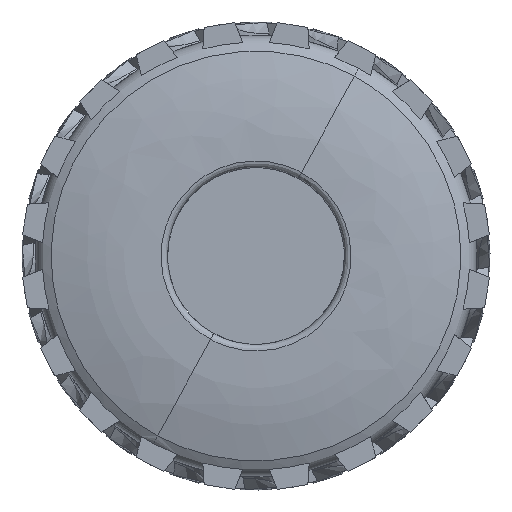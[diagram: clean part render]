
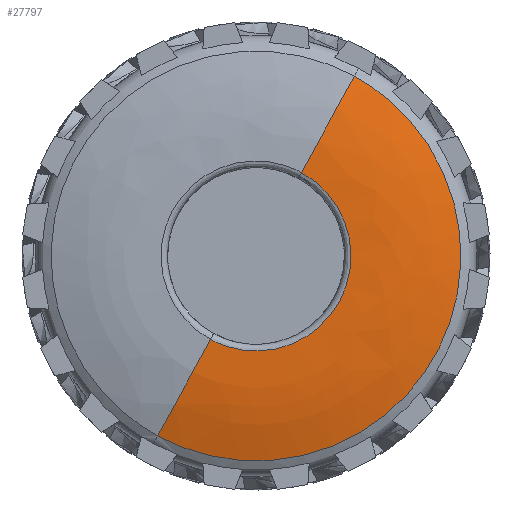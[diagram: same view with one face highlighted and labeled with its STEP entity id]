
A CAD part, front view. The second image highlights one B-rep face of the part: STEP entity #27797.
In plain terms, the highlighted free-form (B-spline) face has degree [2, 4] with [5, 5] control points.
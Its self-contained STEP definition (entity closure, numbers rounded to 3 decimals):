
#281 = VERTEX_POINT('',#282);
#282 = CARTESIAN_POINT('',(25.261,-29.684,
    46.24));
#288 = EDGE_CURVE('',#289,#281,#291,.T.);
#289 = VERTEX_POINT('',#290);
#290 = CARTESIAN_POINT('',(-25.261,-29.684,
    -46.24));
#291 = ( BOUNDED_CURVE() B_SPLINE_CURVE(2,(#292,#293,#294,#295,#296),
.UNSPECIFIED.,.F.,.F.) B_SPLINE_CURVE_WITH_KNOTS((3,2,3),(5.783
,7.354,8.925),.PIECEWISE_BEZIER_KNOTS.) CURVE() 
GEOMETRIC_REPRESENTATION_ITEM() RATIONAL_B_SPLINE_CURVE((1.,
0.707,1.,0.707,1.)) REPRESENTATION_ITEM('') );
#292 = CARTESIAN_POINT('',(-25.261,-29.684,
    -46.24));
#293 = CARTESIAN_POINT('',(20.979,-29.684,
    -71.501));
#294 = CARTESIAN_POINT('',(46.24,-29.684,
    -25.261));
#295 = CARTESIAN_POINT('',(71.501,-29.684,
    20.979));
#296 = CARTESIAN_POINT('',(25.261,-29.684,
    46.24));
#27797 = ADVANCED_FACE('',(#27798),#27835,.F.);
#27798 = FACE_BOUND('',#27799,.F.);
#27799 = EDGE_LOOP('',(#27800,#27808,#27809,#27817));
#27800 = ORIENTED_EDGE('',*,*,#27801,.F.);
#27801 = EDGE_CURVE('',#281,#27802,#27804,.T.);
#27802 = VERTEX_POINT('',#27803);
#27803 = CARTESIAN_POINT('',(11.713,-33.435,
    21.441));
#27804 = ( BOUNDED_CURVE() B_SPLINE_CURVE(2,(#27805,#27806,#27807),
.UNSPECIFIED.,.F.,.F.) B_SPLINE_CURVE_WITH_KNOTS((3,3),(1.281,
1.596),.PIECEWISE_BEZIER_KNOTS.) CURVE() 
GEOMETRIC_REPRESENTATION_ITEM() RATIONAL_B_SPLINE_CURVE((1.,
0.988,1.)) REPRESENTATION_ITEM('') );
#27805 = CARTESIAN_POINT('',(25.261,-29.684,
    46.24));
#27806 = CARTESIAN_POINT('',(18.63,-33.806,
    34.102));
#27807 = CARTESIAN_POINT('',(11.713,-33.435,
    21.441));
#27808 = ORIENTED_EDGE('',*,*,#288,.F.);
#27809 = ORIENTED_EDGE('',*,*,#27810,.T.);
#27810 = EDGE_CURVE('',#289,#27811,#27813,.T.);
#27811 = VERTEX_POINT('',#27812);
#27812 = CARTESIAN_POINT('',(-11.713,-33.435,
    -21.441));
#27813 = ( BOUNDED_CURVE() B_SPLINE_CURVE(2,(#27814,#27815,#27816),
.UNSPECIFIED.,.F.,.F.) B_SPLINE_CURVE_WITH_KNOTS((3,3),(1.281,
1.596),.PIECEWISE_BEZIER_KNOTS.) CURVE() 
GEOMETRIC_REPRESENTATION_ITEM() RATIONAL_B_SPLINE_CURVE((1.,
0.988,1.)) REPRESENTATION_ITEM('') );
#27814 = CARTESIAN_POINT('',(-25.261,-29.684,
    -46.24));
#27815 = CARTESIAN_POINT('',(-18.63,-33.806,
    -34.102));
#27816 = CARTESIAN_POINT('',(-11.713,-33.435,
    -21.441));
#27817 = ORIENTED_EDGE('',*,*,#27818,.F.);
#27818 = EDGE_CURVE('',#27802,#27811,#27819,.T.);
#27819 = B_SPLINE_CURVE_WITH_KNOTS('',5,(#27820,#27821,#27822,#27823,
    #27824,#27825,#27826,#27827,#27828,#27829,#27830,#27831,#27832,
    #27833,#27834),.UNSPECIFIED.,.F.,.F.,(6,3,3,3,6),(-47.979,
    -29.458,-10.937,7.584,26.105),
  .UNSPECIFIED.);
#27820 = CARTESIAN_POINT('',(11.713,-33.435,
    21.441));
#27821 = CARTESIAN_POINT('',(15.081,-33.435,
    19.601));
#27822 = CARTESIAN_POINT('',(18.088,-33.435,
    17.1));
#27823 = CARTESIAN_POINT('',(20.559,-33.435,
    14.031));
#27824 = CARTESIAN_POINT('',(24.166,-33.435,
    7.091));
#27825 = CARTESIAN_POINT('',(24.881,-33.435,
    -0.699));
#27826 = CARTESIAN_POINT('',(24.459,-33.435,
    -4.616));
#27827 = CARTESIAN_POINT('',(22.102,-33.435,
    -12.074));
#27828 = CARTESIAN_POINT('',(17.1,-33.435,
    -18.088));
#27829 = CARTESIAN_POINT('',(14.031,-33.435,
    -20.559));
#27830 = CARTESIAN_POINT('',(7.091,-33.435,
    -24.166));
#27831 = CARTESIAN_POINT('',(-0.699,-33.435,
    -24.881));
#27832 = CARTESIAN_POINT('',(-4.616,-33.435,
    -24.459));
#27833 = CARTESIAN_POINT('',(-8.345,-33.435,
    -23.281));
#27834 = CARTESIAN_POINT('',(-11.713,-33.435,
    -21.441));
#27835 = ( BOUNDED_SURFACE() B_SPLINE_SURFACE(2,4,(
    (#27836,#27837,#27838,#27839,#27840)
    ,(#27841,#27842,#27843,#27844,#27845)
    ,(#27846,#27847,#27848,#27849,#27850)
    ,(#27851,#27852,#27853,#27854,#27855)
    ,(#27856,#27857,#27858,#27859,#27860
)),.UNSPECIFIED.,.F.,.F.,.F.) B_SPLINE_SURFACE_WITH_KNOTS((3,2,3),(5,5),
  (0.,1.571,3.142),(102.495,127.718),
.PIECEWISE_BEZIER_KNOTS.) GEOMETRIC_REPRESENTATION_ITEM() 
RATIONAL_B_SPLINE_SURFACE((
    (1.,1.,1.,1.,1.)
    ,(0.707,0.707,0.707,0.707
      ,0.707)
    ,(1.,1.,1.,1.,1.)
    ,(0.707,0.707,0.707,0.707
      ,0.707)
,(1.,1.,1.,1.,1.))) REPRESENTATION_ITEM('') SURFACE() );
#27836 = CARTESIAN_POINT('',(25.261,-29.684,
    46.24));
#27837 = CARTESIAN_POINT('',(21.973,-31.728,
    40.221));
#27838 = CARTESIAN_POINT('',(18.582,-33.051,
    34.014));
#27839 = CARTESIAN_POINT('',(15.143,-33.619,
    27.719));
#27840 = CARTESIAN_POINT('',(11.713,-33.435,
    21.441));
#27841 = CARTESIAN_POINT('',(71.501,-29.684,
    20.979));
#27842 = CARTESIAN_POINT('',(62.194,-31.728,
    18.248));
#27843 = CARTESIAN_POINT('',(52.596,-33.051,
    15.432));
#27844 = CARTESIAN_POINT('',(42.862,-33.619,
    12.576));
#27845 = CARTESIAN_POINT('',(33.154,-33.435,
    9.728));
#27846 = CARTESIAN_POINT('',(46.24,-29.684,
    -25.261));
#27847 = CARTESIAN_POINT('',(40.221,-31.728,
    -21.973));
#27848 = CARTESIAN_POINT('',(34.014,-33.051,
    -18.582));
#27849 = CARTESIAN_POINT('',(27.719,-33.619,
    -15.143));
#27850 = CARTESIAN_POINT('',(21.441,-33.435,
    -11.713));
#27851 = CARTESIAN_POINT('',(20.979,-29.684,
    -71.501));
#27852 = CARTESIAN_POINT('',(18.248,-31.728,
    -62.194));
#27853 = CARTESIAN_POINT('',(15.432,-33.051,
    -52.596));
#27854 = CARTESIAN_POINT('',(12.576,-33.619,
    -42.862));
#27855 = CARTESIAN_POINT('',(9.728,-33.435,
    -33.154));
#27856 = CARTESIAN_POINT('',(-25.261,-29.684,
    -46.24));
#27857 = CARTESIAN_POINT('',(-21.973,-31.728,
    -40.221));
#27858 = CARTESIAN_POINT('',(-18.582,-33.051,
    -34.014));
#27859 = CARTESIAN_POINT('',(-15.143,-33.619,
    -27.719));
#27860 = CARTESIAN_POINT('',(-11.713,-33.435,
    -21.441));
